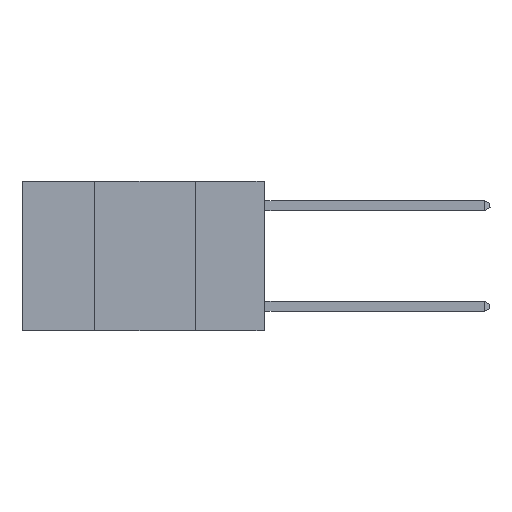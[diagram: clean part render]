
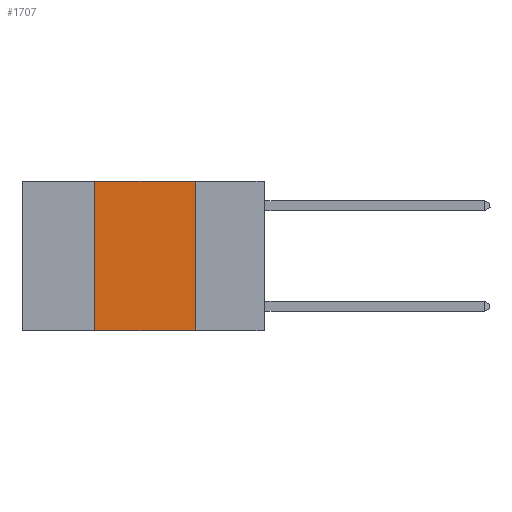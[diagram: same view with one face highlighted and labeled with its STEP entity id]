
A CAD part, left-side view. The second image highlights one B-rep face of the part: STEP entity #1707.
In plain terms, the highlighted planar face has unit normal (-1, 0, 0).
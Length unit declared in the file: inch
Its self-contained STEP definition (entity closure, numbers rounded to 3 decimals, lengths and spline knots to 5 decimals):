
#871 = CARTESIAN_POINT ( 'NONE',  ( 0., 0.42, 0. ) ) ;
#965 = CARTESIAN_POINT ( 'NONE',  ( 0., 0.42, 0. ) ) ;
#1459 = ORIENTED_EDGE ( 'NONE', *, *, #4564, .F. ) ;
#1707 = ADVANCED_FACE ( 'NONE', ( #4597 ), #11629, .F. ) ;
#1863 = LINE ( 'NONE', #6868, #13075 ) ;
#2024 = DIRECTION ( 'NONE',  ( 0., -1., 0. ) ) ;
#2299 = EDGE_CURVE ( 'NONE', #6932, #3164, #11130, .T. ) ;
#2841 = VECTOR ( 'NONE', #2024, 39.37008 ) ;
#3028 = ORIENTED_EDGE ( 'NONE', *, *, #7923, .T. ) ;
#3164 = VERTEX_POINT ( 'NONE', #965 ) ;
#4313 = AXIS2_PLACEMENT_3D ( 'NONE', #7719, #5900, #6453 ) ;
#4564 = EDGE_CURVE ( 'NONE', #3164, #7532, #1863, .T. ) ;
#4597 = FACE_OUTER_BOUND ( 'NONE', #11892, .T. ) ;
#4887 = VECTOR ( 'NONE', #5951, 39.37008 ) ;
#4955 = CARTESIAN_POINT ( 'NONE',  ( 0., 0.17, -0.37 ) ) ;
#5114 = CARTESIAN_POINT ( 'NONE',  ( 0., 0.42, -0.37 ) ) ;
#5900 = DIRECTION ( 'NONE',  ( 1., 0., 0. ) ) ;
#5951 = DIRECTION ( 'NONE',  ( 0., 0., 1. ) ) ;
#6453 = DIRECTION ( 'NONE',  ( 0., 0., -1. ) ) ;
#6868 = CARTESIAN_POINT ( 'NONE',  ( 0., 0.6, 0. ) ) ;
#6932 = VERTEX_POINT ( 'NONE', #5114 ) ;
#7086 = LINE ( 'NONE', #11189, #2841 ) ;
#7532 = VERTEX_POINT ( 'NONE', #10390 ) ;
#7554 = EDGE_CURVE ( 'NONE', #7532, #9154, #11588, .T. ) ;
#7719 = CARTESIAN_POINT ( 'NONE',  ( 0., 0.6, 0. ) ) ;
#7923 = EDGE_CURVE ( 'NONE', #6932, #9154, #7086, .T. ) ;
#9130 = DIRECTION ( 'NONE',  ( 0., -1., 0. ) ) ;
#9154 = VERTEX_POINT ( 'NONE', #4955 ) ;
#10390 = CARTESIAN_POINT ( 'NONE',  ( 0., 0.17, 0. ) ) ;
#11130 = LINE ( 'NONE', #871, #4887 ) ;
#11189 = CARTESIAN_POINT ( 'NONE',  ( 0., 0.6, -0.37 ) ) ;
#11244 = ORIENTED_EDGE ( 'NONE', *, *, #7554, .F. ) ;
#11392 = DIRECTION ( 'NONE',  ( 0., 0., -1. ) ) ;
#11588 = LINE ( 'NONE', #12537, #12536 ) ;
#11629 = PLANE ( 'NONE',  #4313 ) ;
#11651 = ORIENTED_EDGE ( 'NONE', *, *, #2299, .F. ) ;
#11892 = EDGE_LOOP ( 'NONE', ( #11244, #1459, #11651, #3028 ) ) ;
#12536 = VECTOR ( 'NONE', #11392, 39.37008 ) ;
#12537 = CARTESIAN_POINT ( 'NONE',  ( 0., 0.17, 0. ) ) ;
#13075 = VECTOR ( 'NONE', #9130, 39.37008 ) ;
